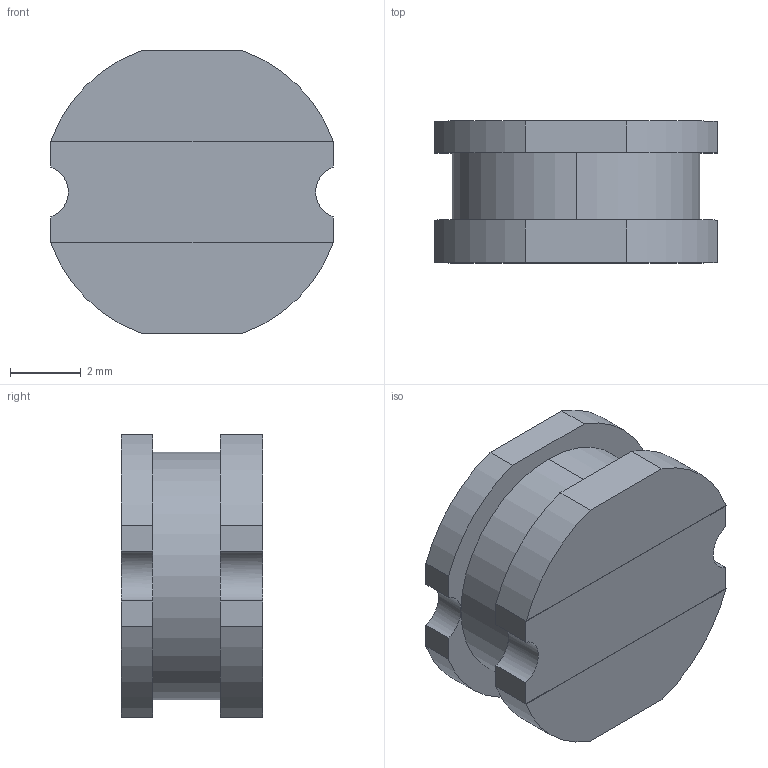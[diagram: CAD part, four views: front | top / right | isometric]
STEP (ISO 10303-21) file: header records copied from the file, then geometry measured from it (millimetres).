
FILE_DESCRIPTION (( 'STEP AP203' ), '1' );
FILE_NAME ('SRN8040-101M.STEP', '2025-01-21T15:36:20', ( '' ), ( '' ), 'SwSTEP 2.0', 'SolidWorks 2024', '' );
FILE_SCHEMA (( 'CONFIG_CONTROL_DESIGN' ));
Length unit declared in the file: millimetre
Products named in the file (1): SRN8040-101M
Bounding box: 8 x 4.01 x 8 mm (x, y, z)
Volume: 186.2 mm3; surface area: 240.1 mm2
Topology: 1 solids, 1 shells, 95 faces, 244 edges, 160 vertices
Faces by surface type: plane 45, bspline 36, cylinder 14
Entity records: 5063 total; most frequent: CARTESIAN_POINT 2888, ORIENTED_EDGE 488, DIRECTION 328, EDGE_CURVE 244, VERTEX_POINT 160, LINE 136, VECTOR 136, EDGE_LOOP 104
